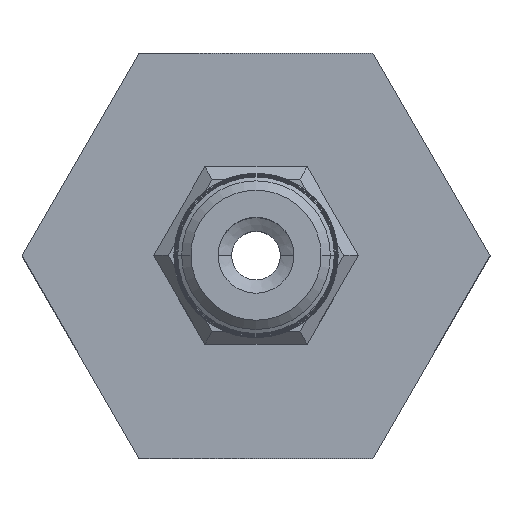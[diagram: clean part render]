
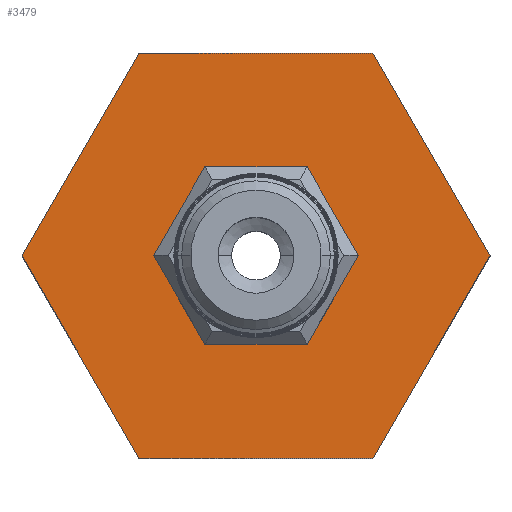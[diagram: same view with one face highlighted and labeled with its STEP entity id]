
A CAD part, top view. The second image highlights one B-rep face of the part: STEP entity #3479.
In plain terms, the highlighted planar face has unit normal (0, 0, 1).
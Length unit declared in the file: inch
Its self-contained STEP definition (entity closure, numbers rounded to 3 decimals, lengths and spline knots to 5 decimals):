
#39 = CARTESIAN_POINT ( 'NONE',  ( -0.57735, 0., 0. ) ) ;
#43 = CARTESIAN_POINT ( 'NONE',  ( 0.28868, -0.5, 0. ) ) ;
#114 = CARTESIAN_POINT ( 'NONE',  ( 0.28868, 0.5, 0. ) ) ;
#314 = DIRECTION ( 'NONE',  ( 0.5, 0.866, 0. ) ) ;
#318 = CARTESIAN_POINT ( 'NONE',  ( 0.28868, -0.5, 0. ) ) ;
#449 = DIRECTION ( 'NONE',  ( -1., 0., 0. ) ) ;
#450 = CARTESIAN_POINT ( 'NONE',  ( 0.28868, 0.5, 0. ) ) ;
#484 = DIRECTION ( 'NONE',  ( -1., 0., 0. ) ) ;
#487 = DIRECTION ( 'NONE',  ( 0., 0., -1. ) ) ;
#490 = CARTESIAN_POINT ( 'NONE',  ( 0., 0., 0. ) ) ;
#567 = DIRECTION ( 'NONE',  ( 1., 0., 0. ) ) ;
#568 = CARTESIAN_POINT ( 'NONE',  ( -0.28868, -0.5, 0. ) ) ;
#590 = DIRECTION ( 'NONE',  ( -0.5, -0.866, 0. ) ) ;
#591 = CARTESIAN_POINT ( 'NONE',  ( -0.28868, 0.5, 0. ) ) ;
#593 = DIRECTION ( 'NONE',  ( 0.5, -0.866, 0. ) ) ;
#595 = CARTESIAN_POINT ( 'NONE',  ( -0.57735, 0., 0. ) ) ;
#606 = DIRECTION ( 'NONE',  ( -0.5, 0.866, 0. ) ) ;
#608 = CARTESIAN_POINT ( 'NONE',  ( 0.57735, 0., 0. ) ) ;
#684 = DIRECTION ( 'NONE',  ( -1., 0., 0. ) ) ;
#691 = DIRECTION ( 'NONE',  ( 0., 0., -1. ) ) ;
#694 = CARTESIAN_POINT ( 'NONE',  ( 0., 0., 0. ) ) ;
#1419 = FACE_OUTER_BOUND ( 'NONE', #2980, .T. ) ;
#1420 = FACE_BOUND ( 'NONE', #2952, .T. ) ;
#1864 = AXIS2_PLACEMENT_3D ( 'NONE', #4620, #4619, #4618 ) ;
#1989 = AXIS2_PLACEMENT_3D ( 'NONE', #490, #487, #484 ) ;
#2008 = AXIS2_PLACEMENT_3D ( 'NONE', #694, #691, #684 ) ;
#2525 = EDGE_CURVE ( 'NONE', #3142, #3350, #3796, .T. ) ;
#2569 = EDGE_CURVE ( 'NONE', #3350, #3142, #3727, .T. ) ;
#2582 = EDGE_CURVE ( 'NONE', #3118, #3268, #3701, .T. ) ;
#2603 = EDGE_CURVE ( 'NONE', #3268, #3050, #3661, .T. ) ;
#2607 = EDGE_CURVE ( 'NONE', #3121, #3257, #3653, .T. ) ;
#2608 = EDGE_CURVE ( 'NONE', #3339, #3121, #3649, .T. ) ;
#2611 = EDGE_CURVE ( 'NONE', #3257, #3118, #3644, .T. ) ;
#2645 = EDGE_CURVE ( 'NONE', #3050, #3339, #3579, .T. ) ;
#2952 = EDGE_LOOP ( 'NONE', ( #5240, #5143 ) ) ;
#2980 = EDGE_LOOP ( 'NONE', ( #5236, #5232, #5146, #5223, #5147, #5222 ) ) ;
#3050 = VERTEX_POINT ( 'NONE', #114 ) ;
#3118 = VERTEX_POINT ( 'NONE', #43 ) ;
#3121 = VERTEX_POINT ( 'NONE', #39 ) ;
#3142 = VERTEX_POINT ( 'NONE', #4924 ) ;
#3257 = VERTEX_POINT ( 'NONE', #4912 ) ;
#3268 = VERTEX_POINT ( 'NONE', #4903 ) ;
#3339 = VERTEX_POINT ( 'NONE', #4823 ) ;
#3350 = VERTEX_POINT ( 'NONE', #4808 ) ;
#3479 = ADVANCED_FACE ( 'NONE', ( #1420, #1419 ), #4621, .F. ) ;
#3576 = VECTOR ( 'NONE', #449, 39.37008 ) ;
#3579 = LINE ( 'NONE', #450, #3576 ) ;
#3643 = VECTOR ( 'NONE', #567, 39.37008 ) ;
#3644 = LINE ( 'NONE', #568, #3643 ) ;
#3648 = VECTOR ( 'NONE', #590, 39.37008 ) ;
#3649 = LINE ( 'NONE', #591, #3648 ) ;
#3651 = VECTOR ( 'NONE', #593, 39.37008 ) ;
#3653 = LINE ( 'NONE', #595, #3651 ) ;
#3660 = VECTOR ( 'NONE', #606, 39.37008 ) ;
#3661 = LINE ( 'NONE', #608, #3660 ) ;
#3699 = VECTOR ( 'NONE', #314, 39.37008 ) ;
#3701 = LINE ( 'NONE', #318, #3699 ) ;
#3727 = CIRCLE ( 'NONE', #1989, 0.17175 ) ;
#3796 = CIRCLE ( 'NONE', #2008, 0.17175 ) ;
#4618 = DIRECTION ( 'NONE',  ( -1., 0., 0. ) ) ;
#4619 = DIRECTION ( 'NONE',  ( 0., 0., -1. ) ) ;
#4620 = CARTESIAN_POINT ( 'NONE',  ( -0.28868, -0.5, 0. ) ) ;
#4621 = PLANE ( 'NONE',  #1864 ) ;
#4808 = CARTESIAN_POINT ( 'NONE',  ( -0.17175, 0., 0. ) ) ;
#4823 = CARTESIAN_POINT ( 'NONE',  ( -0.28868, 0.5, 0. ) ) ;
#4903 = CARTESIAN_POINT ( 'NONE',  ( 0.57735, 0., 0. ) ) ;
#4912 = CARTESIAN_POINT ( 'NONE',  ( -0.28868, -0.5, 0. ) ) ;
#4924 = CARTESIAN_POINT ( 'NONE',  ( 0.17175, 0., 0. ) ) ;
#5143 = ORIENTED_EDGE ( 'NONE', *, *, #2569, .T. ) ;
#5146 = ORIENTED_EDGE ( 'NONE', *, *, #2603, .T. ) ;
#5147 = ORIENTED_EDGE ( 'NONE', *, *, #2608, .T. ) ;
#5222 = ORIENTED_EDGE ( 'NONE', *, *, #2607, .T. ) ;
#5223 = ORIENTED_EDGE ( 'NONE', *, *, #2645, .T. ) ;
#5232 = ORIENTED_EDGE ( 'NONE', *, *, #2582, .T. ) ;
#5236 = ORIENTED_EDGE ( 'NONE', *, *, #2611, .T. ) ;
#5240 = ORIENTED_EDGE ( 'NONE', *, *, #2525, .T. ) ;
